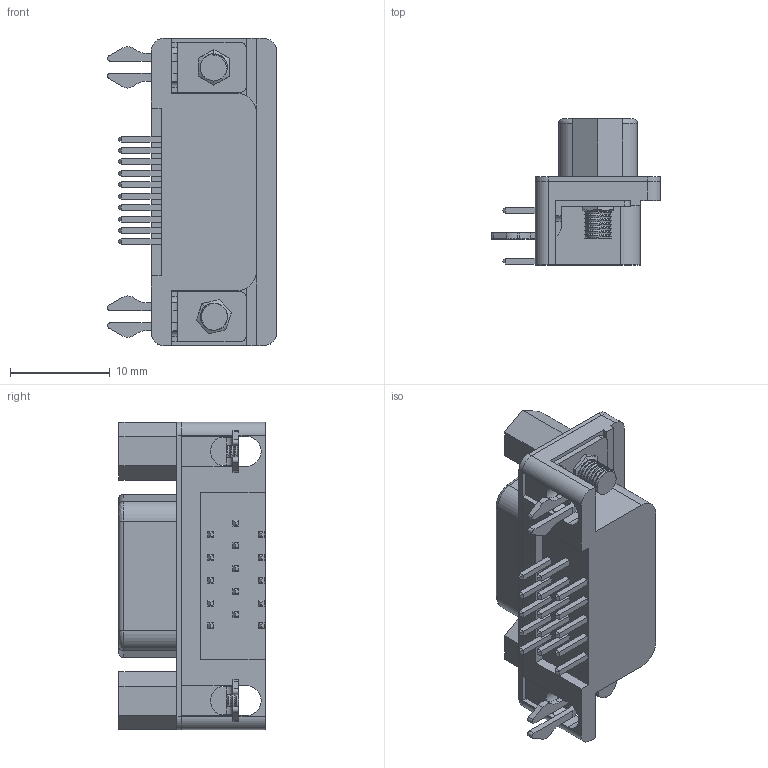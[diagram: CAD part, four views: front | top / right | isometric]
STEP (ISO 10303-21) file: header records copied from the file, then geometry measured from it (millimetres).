
FILE_DESCRIPTION(('FreeCAD Model'),'2;1');
FILE_NAME('Open CASCADE Shape Model','2021-11-07T06:17:21',('Author'),( ''),'Open CASCADE STEP processor 7.5','FreeCAD','Unknown');
FILE_SCHEMA(('AUTOMOTIVE_DESIGN { 1 0 10303 214 1 1 1 1 }'));
Length unit declared in the file: millimetre
Products named in the file (6): HD15-SN-25; jacknut; nut; plug; bracket; body
Assembly tree (8 placements, depth 2):
  HD15-SN-25
    jacknut  x2
    nut  x2
    plug
    bracket  x2
    body
Bounding box: 16.94 x 14.65 x 30.82 mm (x, y, z)
Volume: 3200.8 mm3; surface area: 3758.3 mm2
Topology: 8 solids, 8 shells, 504 faces, 1278 edges, 823 vertices
Faces by surface type: plane 262, cylinder 187, bspline 51, cone 4
Full cylindrical faces by diameter (mm): 2.6 x2, 3.05 x2
Entity records: 33582 total; most frequent: CARTESIAN_POINT 23124, ORIENTED_EDGE 1888, DIRECTION 1621, EDGE_CURVE 944, VERTEX_POINT 599, LINE 581, VECTOR 581, AXIS2_PLACEMENT_3D 520
